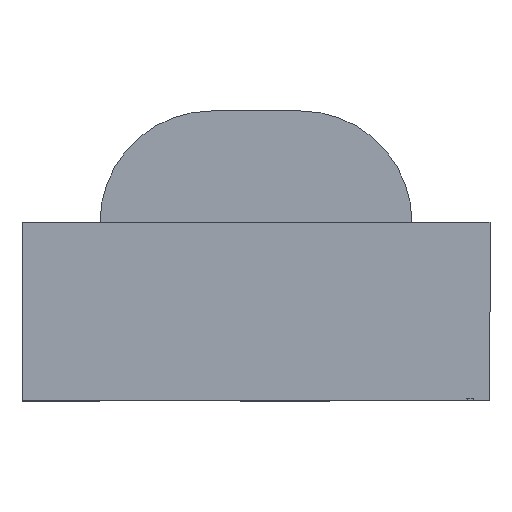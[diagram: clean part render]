
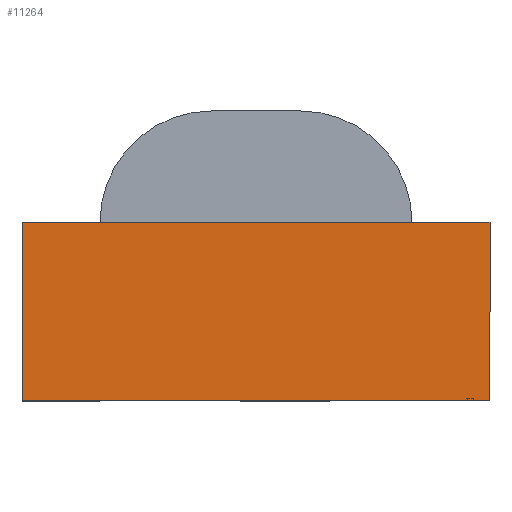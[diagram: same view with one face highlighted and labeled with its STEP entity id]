
A CAD part, top view. The second image highlights one B-rep face of the part: STEP entity #11264.
In plain terms, the highlighted planar face has unit normal (0, 0, 1).
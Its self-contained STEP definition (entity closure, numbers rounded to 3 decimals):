
#1285 = VECTOR ( 'NONE', #3879, 1000. ) ;
#1288 = VECTOR ( 'NONE', #3888, 1000. ) ;
#1290 = VECTOR ( 'NONE', #3894, 1000. ) ;
#1309 = VECTOR ( 'NONE', #3951, 1000. ) ;
#2224 = EDGE_LOOP ( 'NONE', ( #12598, #12599, #12600, #12596 ) ) ;
#2488 = FACE_OUTER_BOUND ( 'NONE', #2224, .T. ) ;
#2491 = AXIS2_PLACEMENT_3D ( 'NONE', #3498, #3499, #3500 ) ;
#3497 = PLANE ( 'NONE',  #2491 ) ;
#3498 = CARTESIAN_POINT ( 'NONE',  ( 0.163, -2.143, 0.35 ) ) ;
#3499 = DIRECTION ( 'NONE',  ( 0., 0., 1. ) ) ;
#3500 = DIRECTION ( 'NONE',  ( 1., 0., 0. ) ) ;
#3877 = LINE ( 'NONE', #3878, #1285 ) ;
#3878 = CARTESIAN_POINT ( 'NONE',  ( 1.05, -2.143, 0.35 ) ) ;
#3879 = DIRECTION ( 'NONE',  ( 0., -1., 0. ) ) ;
#3886 = LINE ( 'NONE', #3887, #1288 ) ;
#3887 = CARTESIAN_POINT ( 'NONE',  ( 0.163, 0.4, 0.35 ) ) ;
#3888 = DIRECTION ( 'NONE',  ( 1., 0., 0. ) ) ;
#3892 = LINE ( 'NONE', #3893, #1290 ) ;
#3893 = CARTESIAN_POINT ( 'NONE',  ( -1.05, -2.143, 0.35 ) ) ;
#3894 = DIRECTION ( 'NONE',  ( 0., -1., 0. ) ) ;
#3949 = LINE ( 'NONE', #3950, #1309 ) ;
#3950 = CARTESIAN_POINT ( 'NONE',  ( 0.163, -0.4, 0.35 ) ) ;
#3951 = DIRECTION ( 'NONE',  ( 1., 0., 0. ) ) ;
#6008 = EDGE_CURVE ( 'NONE', #13285, #12133, #3877, .T. ) ;
#6011 = EDGE_CURVE ( 'NONE', #13287, #13285, #3886, .T. ) ;
#6013 = EDGE_CURVE ( 'NONE', #13287, #12134, #3892, .T. ) ;
#6032 = EDGE_CURVE ( 'NONE', #12134, #12133, #3949, .T. ) ;
#10756 = CARTESIAN_POINT ( 'NONE',  ( 1.05, -0.4, 0.35 ) ) ;
#10757 = CARTESIAN_POINT ( 'NONE',  ( -1.05, -0.4, 0.35 ) ) ;
#10930 = CARTESIAN_POINT ( 'NONE',  ( 1.05, 0.4, 0.35 ) ) ;
#10932 = CARTESIAN_POINT ( 'NONE',  ( -1.05, 0.4, 0.35 ) ) ;
#11264 = ADVANCED_FACE ( 'NONE', ( #2488 ), #3497, .T. ) ;
#12133 = VERTEX_POINT ( 'NONE', #10756 ) ;
#12134 = VERTEX_POINT ( 'NONE', #10757 ) ;
#12596 = ORIENTED_EDGE ( 'NONE', *, *, #6032, .T. ) ;
#12598 = ORIENTED_EDGE ( 'NONE', *, *, #6008, .F. ) ;
#12599 = ORIENTED_EDGE ( 'NONE', *, *, #6011, .F. ) ;
#12600 = ORIENTED_EDGE ( 'NONE', *, *, #6013, .T. ) ;
#13285 = VERTEX_POINT ( 'NONE', #10930 ) ;
#13287 = VERTEX_POINT ( 'NONE', #10932 ) ;
